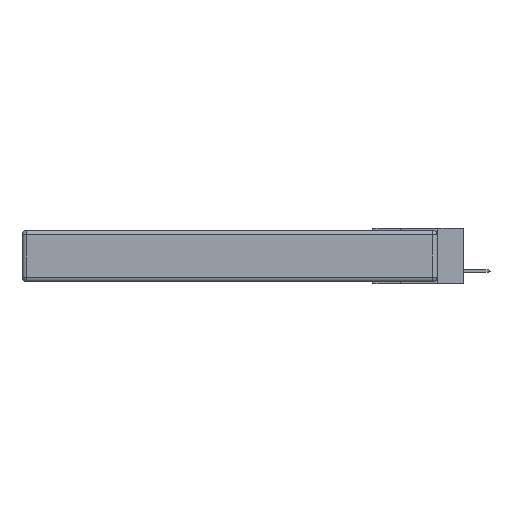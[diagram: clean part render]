
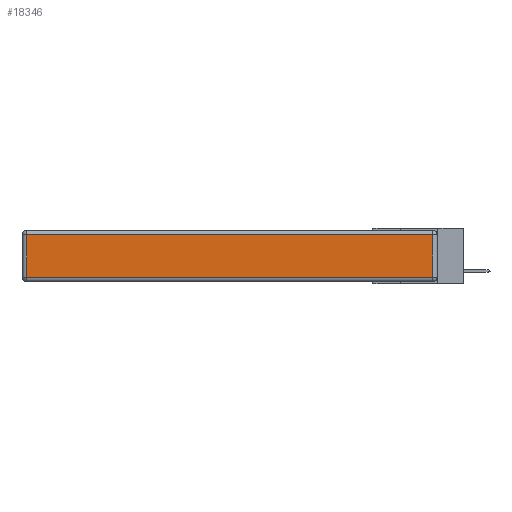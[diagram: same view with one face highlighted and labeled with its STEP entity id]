
A CAD part, left-side view. The second image highlights one B-rep face of the part: STEP entity #18346.
In plain terms, the highlighted planar face has unit normal (-1, 0, 0).
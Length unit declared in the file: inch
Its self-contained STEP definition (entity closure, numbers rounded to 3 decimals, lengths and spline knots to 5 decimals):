
#114 = DIRECTION ( 'NONE',  ( 0., 0., 1. ) ) ;
#1268 = EDGE_CURVE ( 'NONE', #24873, #15455, #18393, .T. ) ;
#1981 = VECTOR ( 'NONE', #5434, 39.37008 ) ;
#2187 = DIRECTION ( 'NONE',  ( 0., 0., 1. ) ) ;
#2475 = CARTESIAN_POINT ( 'NONE',  ( 0., 0.03, -0.343 ) ) ;
#2534 = VECTOR ( 'NONE', #2187, 39.37008 ) ;
#2876 = CARTESIAN_POINT ( 'NONE',  ( 0., 0., -0.313 ) ) ;
#4458 = AXIS2_PLACEMENT_3D ( 'NONE', #11664, #6805, #114 ) ;
#5130 = ORIENTED_EDGE ( 'NONE', *, *, #18692, .T. ) ;
#5434 = DIRECTION ( 'NONE',  ( 0., 1., 0. ) ) ;
#5664 = LINE ( 'NONE', #2876, #29989 ) ;
#6120 = VERTEX_POINT ( 'NONE', #13800 ) ;
#6805 = DIRECTION ( 'NONE',  ( -1., 0., 0. ) ) ;
#7393 = CARTESIAN_POINT ( 'NONE',  ( 0., 2.72, -0.343 ) ) ;
#9632 = CARTESIAN_POINT ( 'NONE',  ( 0., 0.03, -0.03 ) ) ;
#11664 = CARTESIAN_POINT ( 'NONE',  ( 0., 0., -0.343 ) ) ;
#12165 = DIRECTION ( 'NONE',  ( 0., -1., 0. ) ) ;
#12297 = VERTEX_POINT ( 'NONE', #30024 ) ;
#12652 = LINE ( 'NONE', #12658, #1981 ) ;
#12658 = CARTESIAN_POINT ( 'NONE',  ( 0., 2.75, -0.03 ) ) ;
#13800 = CARTESIAN_POINT ( 'NONE',  ( 0., 2.72, -0.313 ) ) ;
#14044 = LINE ( 'NONE', #7393, #21064 ) ;
#15455 = VERTEX_POINT ( 'NONE', #9632 ) ;
#17636 = CARTESIAN_POINT ( 'NONE',  ( 0., 0.03, -0.313 ) ) ;
#18346 = ADVANCED_FACE ( 'NONE', ( #19699 ), #20944, .T. ) ;
#18393 = LINE ( 'NONE', #2475, #2534 ) ;
#18692 = EDGE_CURVE ( 'NONE', #15455, #12297, #12652, .T. ) ;
#19116 = ORIENTED_EDGE ( 'NONE', *, *, #19659, .T. ) ;
#19513 = ORIENTED_EDGE ( 'NONE', *, *, #1268, .T. ) ;
#19659 = EDGE_CURVE ( 'NONE', #12297, #6120, #14044, .T. ) ;
#19699 = FACE_OUTER_BOUND ( 'NONE', #24433, .T. ) ;
#20944 = PLANE ( 'NONE',  #4458 ) ;
#21064 = VECTOR ( 'NONE', #28584, 39.37008 ) ;
#22606 = ORIENTED_EDGE ( 'NONE', *, *, #23815, .T. ) ;
#23815 = EDGE_CURVE ( 'NONE', #6120, #24873, #5664, .T. ) ;
#24433 = EDGE_LOOP ( 'NONE', ( #22606, #19513, #5130, #19116 ) ) ;
#24873 = VERTEX_POINT ( 'NONE', #17636 ) ;
#28584 = DIRECTION ( 'NONE',  ( 0., 0., -1. ) ) ;
#29989 = VECTOR ( 'NONE', #12165, 39.37008 ) ;
#30024 = CARTESIAN_POINT ( 'NONE',  ( 0., 2.72, -0.03 ) ) ;
